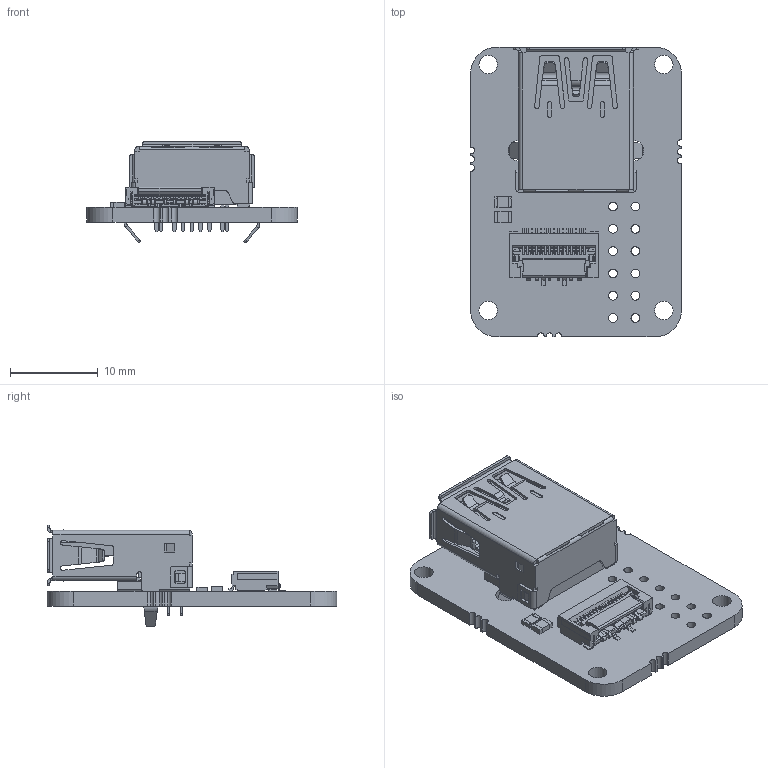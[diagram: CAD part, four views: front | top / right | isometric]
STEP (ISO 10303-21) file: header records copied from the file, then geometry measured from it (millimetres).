
FILE_DESCRIPTION(('Open CASCADE Model'),'2;1');
FILE_NAME('Open CASCADE Shape Model','2017-09-19T11:28:32',('Author'),( 'Open CASCADE'),'Open CASCADE STEP processor 6.8','Open CASCADE 6.8' ,'Unknown');
FILE_SCHEMA(('AUTOMOTIVE_DESIGN { 1 0 10303 214 1 1 1 1 }'));
Length unit declared in the file: millimetre
Products named in the file (14): PCB; Board; R1; ChipRes(0805); C1; ChipCap(0805); J1; 5022441530; Open CASCADE STEP translator 6.8 2.4.1.1; Open CASCADE STEP translator 6.8 2.4.1.2; J2; 484050003; Open CASCADE STEP translator 6.8 2.5.1.1; Open CASCADE STEP translator 6.8 2.5.1.2
Assembly tree (13 placements, depth 4):
  PCB
    Board
    R1
      ChipRes(0805)
    C1
      ChipCap(0805)
    J1
      5022441530
        Open CASCADE STEP translator 6.8 2.4.1.1
        Open CASCADE STEP translator 6.8 2.4.1.2
    J2
      484050003
        Open CASCADE STEP translator 6.8 2.5.1.1
        Open CASCADE STEP translator 6.8 2.5.1.2
Bounding box: 24 x 33.01 x 11.6 mm (x, y, z)
Volume: 2203.2 mm3; surface area: 3854.5 mm2
Topology: 5 solids, 5 shells, 1840 faces, 5638 edges, 3818 vertices
Faces by surface type: plane 1347, cylinder 457, bspline 36
Full cylindrical faces by diameter (mm): 0.7 x9, 1 x12, 2.1 x4, 2.3 x2
Entity records: 64759 total; most frequent: CARTESIAN_POINT 13392, ORIENTED_EDGE 11080, DIRECTION 10069, EDGE_CURVE 5540, LINE 4635, VECTOR 4635, VERTEX_POINT 3622, AXIS2_PLACEMENT_3D 2717
